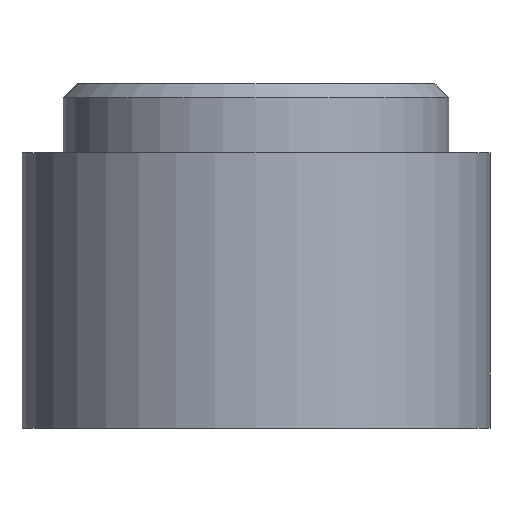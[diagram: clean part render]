
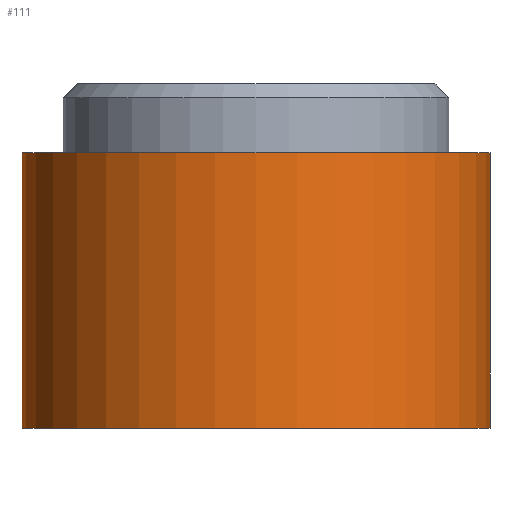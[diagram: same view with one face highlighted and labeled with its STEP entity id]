
A CAD part, front view. The second image highlights one B-rep face of the part: STEP entity #111.
In plain terms, the highlighted cylindrical face has radius 17 mm (diameter 34 mm), a full revolution.
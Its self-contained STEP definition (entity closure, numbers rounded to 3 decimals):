
#27=ORIENTED_EDGE('',*,*,#45,.T.);
#28=ORIENTED_EDGE('',*,*,#46,.F.);
#45=EDGE_CURVE('',#54,#54,#63,.T.);
#46=EDGE_CURVE('',#55,#55,#64,.T.);
#54=VERTEX_POINT('',#196);
#55=VERTEX_POINT('',#198);
#63=CIRCLE('',#136,17.);
#64=CIRCLE('',#137,17.);
#72=EDGE_LOOP('',(#27));
#73=EDGE_LOOP('',(#28));
#90=FACE_BOUND('',#72,.T.);
#91=FACE_BOUND('',#73,.T.);
#107=CYLINDRICAL_SURFACE('',#135,17.);
#111=ADVANCED_FACE('',(#90,#91),#107,.T.);
#135=AXIS2_PLACEMENT_3D('',#194,#158,#159);
#136=AXIS2_PLACEMENT_3D('',#195,#160,#161);
#137=AXIS2_PLACEMENT_3D('',#197,#162,#163);
#158=DIRECTION('',(0.,0.,-1.));
#159=DIRECTION('',(-1.,0.,0.));
#160=DIRECTION('',(0.,0.,-1.));
#161=DIRECTION('',(1.,0.,0.));
#162=DIRECTION('',(0.,0.,-1.));
#163=DIRECTION('',(1.,0.,0.));
#194=CARTESIAN_POINT('',(0.,0.,20.));
#195=CARTESIAN_POINT('',(0.,0.,20.));
#196=CARTESIAN_POINT('',(17.,0.,20.));
#197=CARTESIAN_POINT('',(0.,0.,0.));
#198=CARTESIAN_POINT('',(17.,0.,0.));
